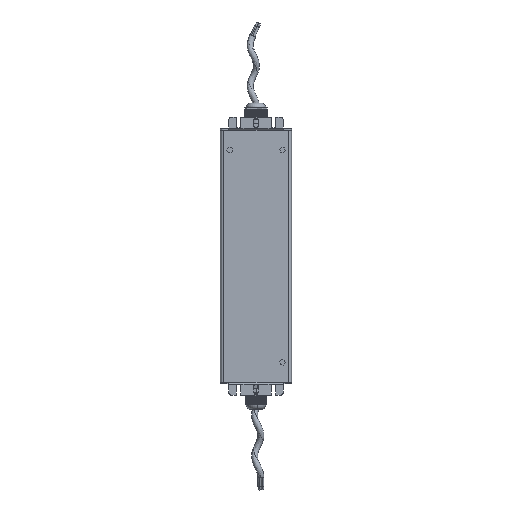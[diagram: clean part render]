
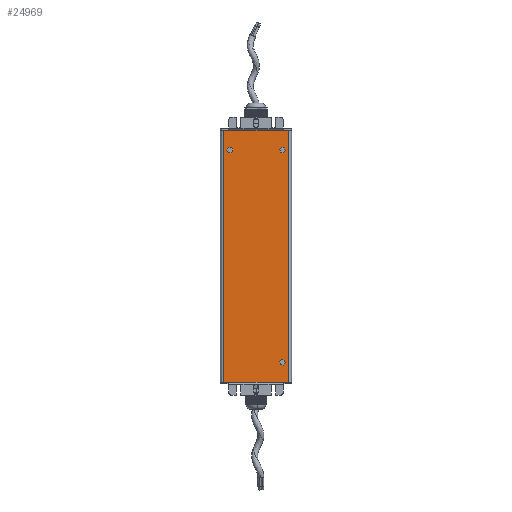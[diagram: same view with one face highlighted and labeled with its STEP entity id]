
A CAD part, front view. The second image highlights one B-rep face of the part: STEP entity #24969.
In plain terms, the highlighted planar face has unit normal (0, -1, 0).
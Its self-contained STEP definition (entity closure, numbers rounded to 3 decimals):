
#5996 = FACE_OUTER_BOUND ( 'NONE', #26538, .T. ) ;
#6773 = DIRECTION ( 'NONE',  ( 0., 0., -1. ) ) ;
#10769 = PLANE ( 'NONE',  #34986 ) ;
#11020 = EDGE_CURVE ( 'NONE', #36859, #40253, #61244, .T. ) ;
#12501 = VERTEX_POINT ( 'NONE', #62666 ) ;
#14857 = VERTEX_POINT ( 'NONE', #36066 ) ;
#15244 = DIRECTION ( 'NONE',  ( 0., 1., 0. ) ) ;
#15665 = LINE ( 'NONE', #45749, #37119 ) ;
#15838 = EDGE_CURVE ( 'NONE', #40253, #12501, #38302, .T. ) ;
#22465 = VECTOR ( 'NONE', #6773, 1000. ) ;
#24969 = ADVANCED_FACE ( 'NONE', ( #5996 ), #10769, .F. ) ;
#24970 = VECTOR ( 'NONE', #39257, 1000. ) ;
#26130 = EDGE_CURVE ( 'NONE', #36859, #14857, #15665, .T. ) ;
#26538 = EDGE_LOOP ( 'NONE', ( #55603, #49313, #52358, #33538 ) ) ;
#28674 = CARTESIAN_POINT ( 'NONE',  ( 31.5, 0., 0. ) ) ;
#29747 = CARTESIAN_POINT ( 'NONE',  ( -31.5, 0., 245. ) ) ;
#29925 = DIRECTION ( 'NONE',  ( 0., 0., 1. ) ) ;
#30198 = EDGE_CURVE ( 'NONE', #14857, #12501, #50223, .T. ) ;
#33538 = ORIENTED_EDGE ( 'NONE', *, *, #11020, .T. ) ;
#34986 = AXIS2_PLACEMENT_3D ( 'NONE', #47690, #15244, #29925 ) ;
#36066 = CARTESIAN_POINT ( 'NONE',  ( 31.5, 0., 245. ) ) ;
#36859 = VERTEX_POINT ( 'NONE', #29747 ) ;
#37119 = VECTOR ( 'NONE', #59268, 1000. ) ;
#38302 = LINE ( 'NONE', #28674, #24970 ) ;
#39257 = DIRECTION ( 'NONE',  ( 1., 0., 0. ) ) ;
#40253 = VERTEX_POINT ( 'NONE', #42285 ) ;
#42285 = CARTESIAN_POINT ( 'NONE',  ( -31.5, 0., 0. ) ) ;
#43829 = VECTOR ( 'NONE', #51773, 1000. ) ;
#45749 = CARTESIAN_POINT ( 'NONE',  ( 31.5, 0., 245. ) ) ;
#47690 = CARTESIAN_POINT ( 'NONE',  ( 31.5, 0., 245. ) ) ;
#49313 = ORIENTED_EDGE ( 'NONE', *, *, #30198, .F. ) ;
#49572 = CARTESIAN_POINT ( 'NONE',  ( 31.5, 0., 245. ) ) ;
#50223 = LINE ( 'NONE', #49572, #43829 ) ;
#50665 = CARTESIAN_POINT ( 'NONE',  ( -31.5, 0., 245. ) ) ;
#51773 = DIRECTION ( 'NONE',  ( 0., 0., -1. ) ) ;
#52358 = ORIENTED_EDGE ( 'NONE', *, *, #26130, .F. ) ;
#55603 = ORIENTED_EDGE ( 'NONE', *, *, #15838, .T. ) ;
#59268 = DIRECTION ( 'NONE',  ( 1., 0., 0. ) ) ;
#61244 = LINE ( 'NONE', #50665, #22465 ) ;
#62666 = CARTESIAN_POINT ( 'NONE',  ( 31.5, 0., 0. ) ) ;
